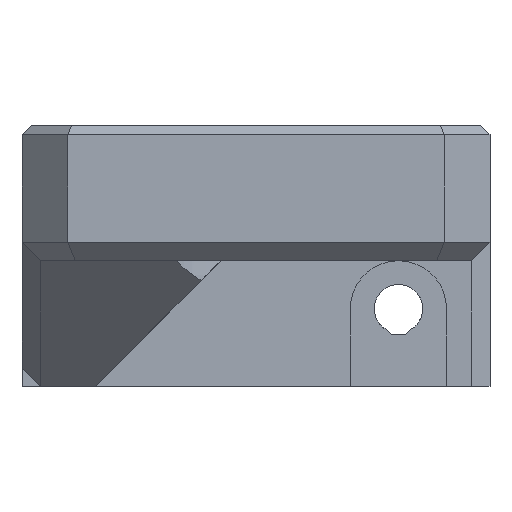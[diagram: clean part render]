
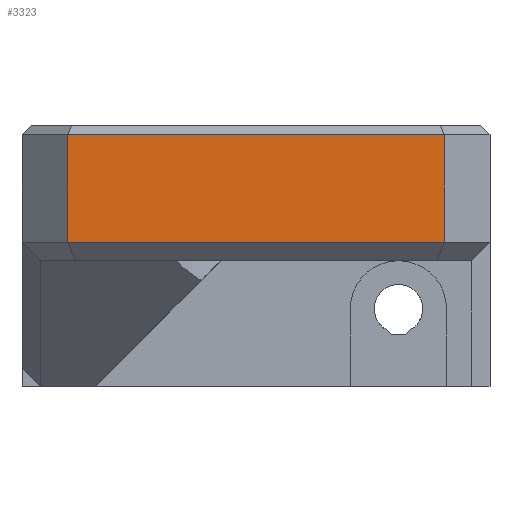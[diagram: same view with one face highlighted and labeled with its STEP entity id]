
A CAD part, front view. The second image highlights one B-rep face of the part: STEP entity #3323.
In plain terms, the highlighted planar face has unit normal (0, -1, 0).
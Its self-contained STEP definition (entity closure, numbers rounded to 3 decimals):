
#492 = PLANE('',#493);
#493 = AXIS2_PLACEMENT_3D('',#494,#495,#496);
#494 = CARTESIAN_POINT('',(-196.11,96.86,426.24));
#495 = DIRECTION('',(0.,0.707,0.707));
#496 = DIRECTION('',(1.,0.,0.));
#1089 = VERTEX_POINT('',#1090);
#1090 = CARTESIAN_POINT('',(-196.11,95.86,427.24));
#1104 = PLANE('',#1105);
#1105 = AXIS2_PLACEMENT_3D('',#1106,#1107,#1108);
#1106 = CARTESIAN_POINT('',(-198.61,98.36,440.));
#1107 = DIRECTION('',(-0.707,-0.707,0.));
#1108 = DIRECTION('',(0.,0.,-1.));
#1192 = EDGE_CURVE('',#1089,#1193,#1195,.T.);
#1193 = VERTEX_POINT('',#1194);
#1194 = CARTESIAN_POINT('',(-155.,95.86,427.24));
#1195 = SURFACE_CURVE('',#1196,(#1200,#1207),.PCURVE_S1.);
#1196 = LINE('',#1197,#1198);
#1197 = CARTESIAN_POINT('',(-196.11,95.86,427.24));
#1198 = VECTOR('',#1199,1.);
#1199 = DIRECTION('',(1.,0.,0.));
#1200 = PCURVE('',#492,#1201);
#1201 = DEFINITIONAL_REPRESENTATION('',(#1202),#1206);
#1202 = LINE('',#1203,#1204);
#1203 = CARTESIAN_POINT('',(0.,-1.414));
#1204 = VECTOR('',#1205,1.);
#1205 = DIRECTION('',(1.,0.));
#1206 = ( GEOMETRIC_REPRESENTATION_CONTEXT(2) 
PARAMETRIC_REPRESENTATION_CONTEXT() REPRESENTATION_CONTEXT('2D SPACE',''
  ) );
#1207 = PCURVE('',#1208,#1213);
#1208 = PLANE('',#1209);
#1209 = AXIS2_PLACEMENT_3D('',#1210,#1211,#1212);
#1210 = CARTESIAN_POINT('',(-150.,95.86,440.));
#1211 = DIRECTION('',(0.,1.,0.));
#1212 = DIRECTION('',(-1.,0.,0.));
#1213 = DEFINITIONAL_REPRESENTATION('',(#1214),#1218);
#1214 = LINE('',#1215,#1216);
#1215 = CARTESIAN_POINT('',(46.11,-12.76));
#1216 = VECTOR('',#1217,1.);
#1217 = DIRECTION('',(-1.,0.));
#1218 = ( GEOMETRIC_REPRESENTATION_CONTEXT(2) 
PARAMETRIC_REPRESENTATION_CONTEXT() REPRESENTATION_CONTEXT('2D SPACE',''
  ) );
#1312 = PLANE('',#1313);
#1313 = AXIS2_PLACEMENT_3D('',#1314,#1315,#1316);
#1314 = CARTESIAN_POINT('',(-152.5,98.36,440.));
#1315 = DIRECTION('',(0.707,-0.707,0.));
#1316 = DIRECTION('',(0.,0.,-1.));
#3275 = EDGE_CURVE('',#3276,#1089,#3278,.T.);
#3276 = VERTEX_POINT('',#3277);
#3277 = CARTESIAN_POINT('',(-196.11,95.86,439.));
#3278 = SURFACE_CURVE('',#3279,(#3283,#3290),.PCURVE_S1.);
#3279 = LINE('',#3280,#3281);
#3280 = CARTESIAN_POINT('',(-196.11,95.86,440.));
#3281 = VECTOR('',#3282,1.);
#3282 = DIRECTION('',(0.,0.,-1.));
#3283 = PCURVE('',#1104,#3284);
#3284 = DEFINITIONAL_REPRESENTATION('',(#3285),#3289);
#3285 = LINE('',#3286,#3287);
#3286 = CARTESIAN_POINT('',(-0.,3.536));
#3287 = VECTOR('',#3288,1.);
#3288 = DIRECTION('',(1.,0.));
#3289 = ( GEOMETRIC_REPRESENTATION_CONTEXT(2) 
PARAMETRIC_REPRESENTATION_CONTEXT() REPRESENTATION_CONTEXT('2D SPACE',''
  ) );
#3290 = PCURVE('',#1208,#3291);
#3291 = DEFINITIONAL_REPRESENTATION('',(#3292),#3296);
#3292 = LINE('',#3293,#3294);
#3293 = CARTESIAN_POINT('',(46.11,0.));
#3294 = VECTOR('',#3295,1.);
#3295 = DIRECTION('',(0.,-1.));
#3296 = ( GEOMETRIC_REPRESENTATION_CONTEXT(2) 
PARAMETRIC_REPRESENTATION_CONTEXT() REPRESENTATION_CONTEXT('2D SPACE',''
  ) );
#3323 = ADVANCED_FACE('',(#3324),#1208,.F.);
#3324 = FACE_BOUND('',#3325,.F.);
#3325 = EDGE_LOOP('',(#3326,#3349,#3350,#3351));
#3326 = ORIENTED_EDGE('',*,*,#3327,.T.);
#3327 = EDGE_CURVE('',#3328,#1193,#3330,.T.);
#3328 = VERTEX_POINT('',#3329);
#3329 = CARTESIAN_POINT('',(-155.,95.86,439.));
#3330 = SURFACE_CURVE('',#3331,(#3335,#3342),.PCURVE_S1.);
#3331 = LINE('',#3332,#3333);
#3332 = CARTESIAN_POINT('',(-155.,95.86,440.));
#3333 = VECTOR('',#3334,1.);
#3334 = DIRECTION('',(0.,0.,-1.));
#3335 = PCURVE('',#1208,#3336);
#3336 = DEFINITIONAL_REPRESENTATION('',(#3337),#3341);
#3337 = LINE('',#3338,#3339);
#3338 = CARTESIAN_POINT('',(5.,0.));
#3339 = VECTOR('',#3340,1.);
#3340 = DIRECTION('',(0.,-1.));
#3341 = ( GEOMETRIC_REPRESENTATION_CONTEXT(2) 
PARAMETRIC_REPRESENTATION_CONTEXT() REPRESENTATION_CONTEXT('2D SPACE',''
  ) );
#3342 = PCURVE('',#1312,#3343);
#3343 = DEFINITIONAL_REPRESENTATION('',(#3344),#3348);
#3344 = LINE('',#3345,#3346);
#3345 = CARTESIAN_POINT('',(0.,-3.536));
#3346 = VECTOR('',#3347,1.);
#3347 = DIRECTION('',(1.,0.));
#3348 = ( GEOMETRIC_REPRESENTATION_CONTEXT(2) 
PARAMETRIC_REPRESENTATION_CONTEXT() REPRESENTATION_CONTEXT('2D SPACE',''
  ) );
#3349 = ORIENTED_EDGE('',*,*,#1192,.F.);
#3350 = ORIENTED_EDGE('',*,*,#3275,.F.);
#3351 = ORIENTED_EDGE('',*,*,#3352,.F.);
#3352 = EDGE_CURVE('',#3328,#3276,#3353,.T.);
#3353 = SURFACE_CURVE('',#3354,(#3358,#3365),.PCURVE_S1.);
#3354 = LINE('',#3355,#3356);
#3355 = CARTESIAN_POINT('',(-155.,95.86,439.));
#3356 = VECTOR('',#3357,1.);
#3357 = DIRECTION('',(-1.,0.,0.));
#3358 = PCURVE('',#1208,#3359);
#3359 = DEFINITIONAL_REPRESENTATION('',(#3360),#3364);
#3360 = LINE('',#3361,#3362);
#3361 = CARTESIAN_POINT('',(5.,-1.));
#3362 = VECTOR('',#3363,1.);
#3363 = DIRECTION('',(1.,0.));
#3364 = ( GEOMETRIC_REPRESENTATION_CONTEXT(2) 
PARAMETRIC_REPRESENTATION_CONTEXT() REPRESENTATION_CONTEXT('2D SPACE',''
  ) );
#3365 = PCURVE('',#3366,#3371);
#3366 = PLANE('',#3367);
#3367 = AXIS2_PLACEMENT_3D('',#3368,#3369,#3370);
#3368 = CARTESIAN_POINT('',(-155.,96.36,439.5));
#3369 = DIRECTION('',(0.,0.707,-0.707)
  );
#3370 = DIRECTION('',(1.,0.,0.));
#3371 = DEFINITIONAL_REPRESENTATION('',(#3372),#3376);
#3372 = LINE('',#3373,#3374);
#3373 = CARTESIAN_POINT('',(0.,0.707));
#3374 = VECTOR('',#3375,1.);
#3375 = DIRECTION('',(-1.,0.));
#3376 = ( GEOMETRIC_REPRESENTATION_CONTEXT(2) 
PARAMETRIC_REPRESENTATION_CONTEXT() REPRESENTATION_CONTEXT('2D SPACE',''
  ) );
